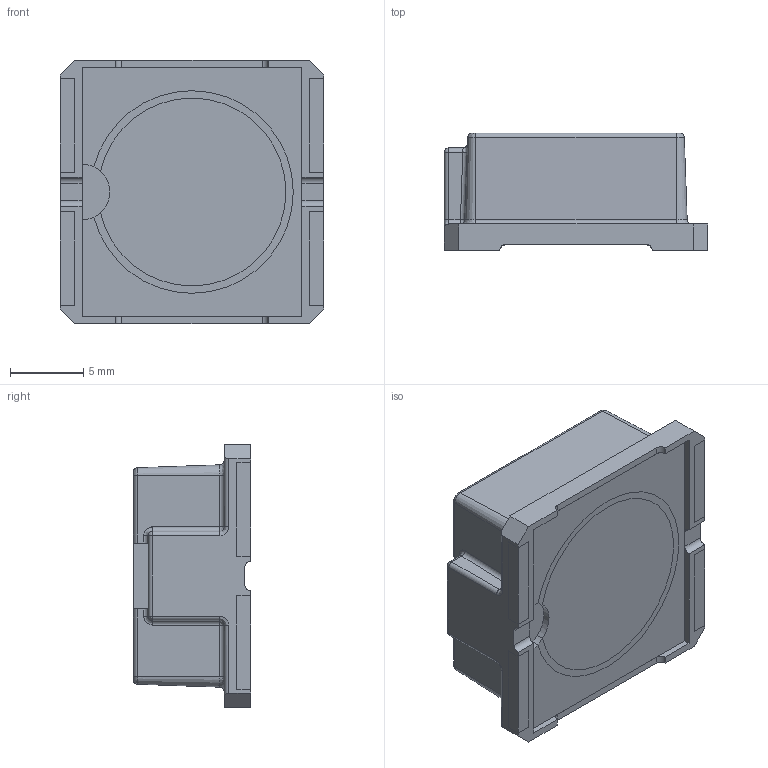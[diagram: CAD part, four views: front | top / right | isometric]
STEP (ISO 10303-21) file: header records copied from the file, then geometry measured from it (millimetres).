
FILE_DESCRIPTION (( 'STEP AP214' ), '1' );
FILE_NAME ('PKMCS1818E20A0.STEP', '2020-11-06T14:00:23', ( '' ), ( '' ), 'SwSTEP 2.0', 'SolidWorks 2017', '' );
FILE_SCHEMA (( 'AUTOMOTIVE_DESIGN' ));
Length unit declared in the file: millimetre
Products named in the file (1): PKMCS1818E20A0
Bounding box: 18 x 8 x 18 mm (x, y, z)
Volume: 1850.1 mm3; surface area: 2256.8 mm2
Topology: 8 solids, 8 shells, 161 faces, 395 edges, 250 vertices
Faces by surface type: plane 89, cylinder 52, bspline 16, cone 4
Entity records: 4996 total; most frequent: CARTESIAN_POINT 1125, ORIENTED_EDGE 786, DIRECTION 777, EDGE_CURVE 393, LINE 269, VECTOR 269, AXIS2_PLACEMENT_3D 254, VERTEX_POINT 250
